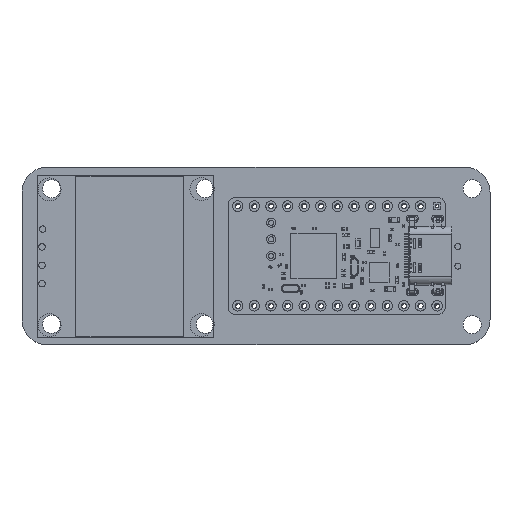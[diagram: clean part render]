
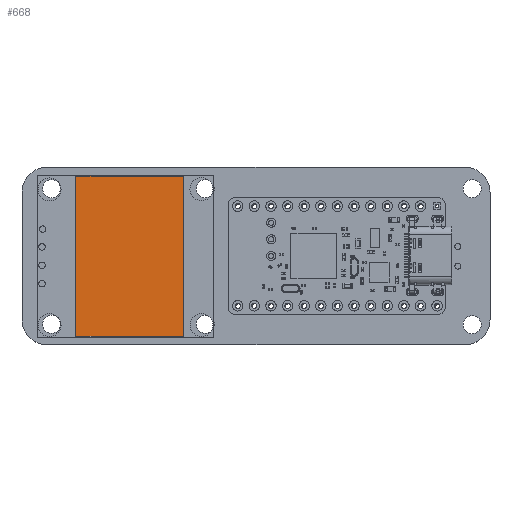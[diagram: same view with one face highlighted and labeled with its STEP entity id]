
A CAD part, top view. The second image highlights one B-rep face of the part: STEP entity #668.
In plain terms, the highlighted planar face has unit normal (0, 0, 1).
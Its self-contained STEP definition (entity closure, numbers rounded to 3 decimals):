
#577 = VERTEX_POINT('',#578);
#578 = CARTESIAN_POINT('',(-12.23,7.578,2.85));
#584 = EDGE_CURVE('',#577,#585,#587,.T.);
#585 = VERTEX_POINT('',#586);
#586 = CARTESIAN_POINT('',(-12.23,-8.922,2.85));
#587 = LINE('',#588,#589);
#588 = CARTESIAN_POINT('',(-12.23,7.578,2.85));
#589 = VECTOR('',#590,1.);
#590 = DIRECTION('',(0.,-1.,0.));
#608 = EDGE_CURVE('',#585,#609,#611,.T.);
#609 = VERTEX_POINT('',#610);
#610 = CARTESIAN_POINT('',(12.27,-8.922,2.85));
#611 = LINE('',#612,#613);
#612 = CARTESIAN_POINT('',(-12.23,-8.922,2.85));
#613 = VECTOR('',#614,1.);
#614 = DIRECTION('',(1.,0.,0.));
#632 = EDGE_CURVE('',#609,#633,#635,.T.);
#633 = VERTEX_POINT('',#634);
#634 = CARTESIAN_POINT('',(12.27,7.578,2.85));
#635 = LINE('',#636,#637);
#636 = CARTESIAN_POINT('',(12.27,-8.922,2.85));
#637 = VECTOR('',#638,1.);
#638 = DIRECTION('',(0.,1.,0.));
#656 = EDGE_CURVE('',#633,#577,#657,.T.);
#657 = LINE('',#658,#659);
#658 = CARTESIAN_POINT('',(12.27,7.578,2.85));
#659 = VECTOR('',#660,1.);
#660 = DIRECTION('',(-1.,0.,0.));
#668 = ADVANCED_FACE('',(#669),#675,.T.);
#669 = FACE_BOUND('',#670,.T.);
#670 = EDGE_LOOP('',(#671,#672,#673,#674));
#671 = ORIENTED_EDGE('',*,*,#584,.T.);
#672 = ORIENTED_EDGE('',*,*,#608,.T.);
#673 = ORIENTED_EDGE('',*,*,#632,.T.);
#674 = ORIENTED_EDGE('',*,*,#656,.T.);
#675 = PLANE('',#676);
#676 = AXIS2_PLACEMENT_3D('',#677,#678,#679);
#677 = CARTESIAN_POINT('',(0.02,-0.672,2.85));
#678 = DIRECTION('',(0.,0.,1.));
#679 = DIRECTION('',(1.,0.,-0.));
